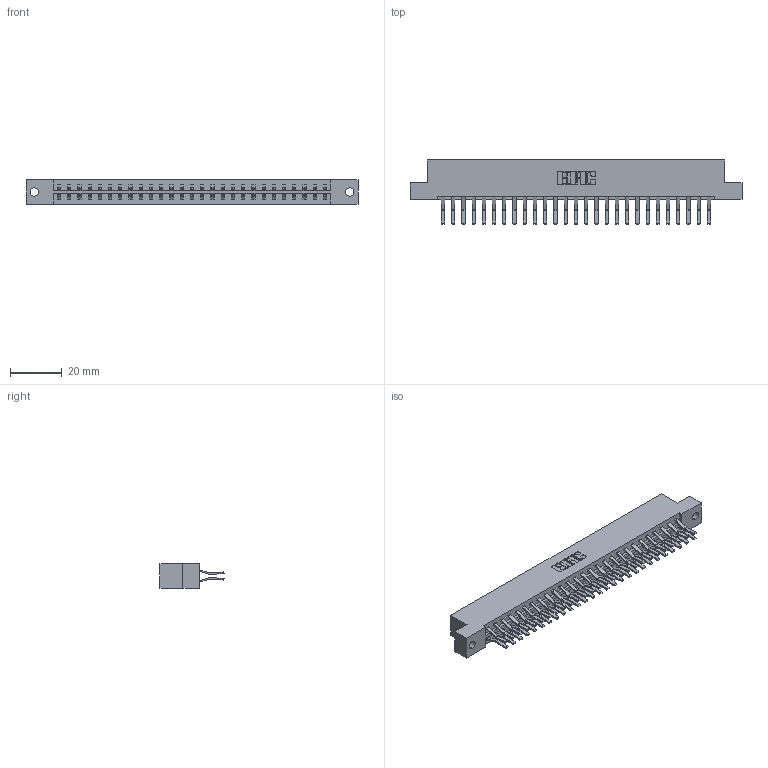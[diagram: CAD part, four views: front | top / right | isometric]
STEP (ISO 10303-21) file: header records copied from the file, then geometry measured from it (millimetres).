
FILE_DESCRIPTION (( 'STEP AP203' ), '1' );
FILE_NAME ('833-054-560-202.STEP', '2020-06-04T21:51:51', ( '' ), ( '' ), 'SwSTEP 2.0', 'SolidWorks 2020', '' );
FILE_SCHEMA (( 'CONFIG_CONTROL_DESIGN' ));
Length unit declared in the file: inch
Products named in the file (3): 345-292-001_560 Tail; 833-054-560-202; 833 Part_Flush - .128 Dia
Assembly tree (55 placements, depth 2):
  833-054-560-202
    833 Part_Flush - .128 Dia
    345-292-001_560 Tail  x54
Bounding box: 128.52 x 24.78 x 9.4 mm (x, y, z)
Volume: 13298.6 mm3; surface area: 16297.4 mm2
Topology: 55 solids, 55 shells, 3030 faces, 9005 edges, 5930 vertices
Faces by surface type: plane 2014, cylinder 1016
Entity records: 19401 total; most frequent: CARTESIAN_POINT 3234, ORIENTED_EDGE 3170, DIRECTION 2793, EDGE_CURVE 1585, LINE 1453, VECTOR 1453, VERTEX_POINT 1054, AXIS2_PLACEMENT_3D 670
